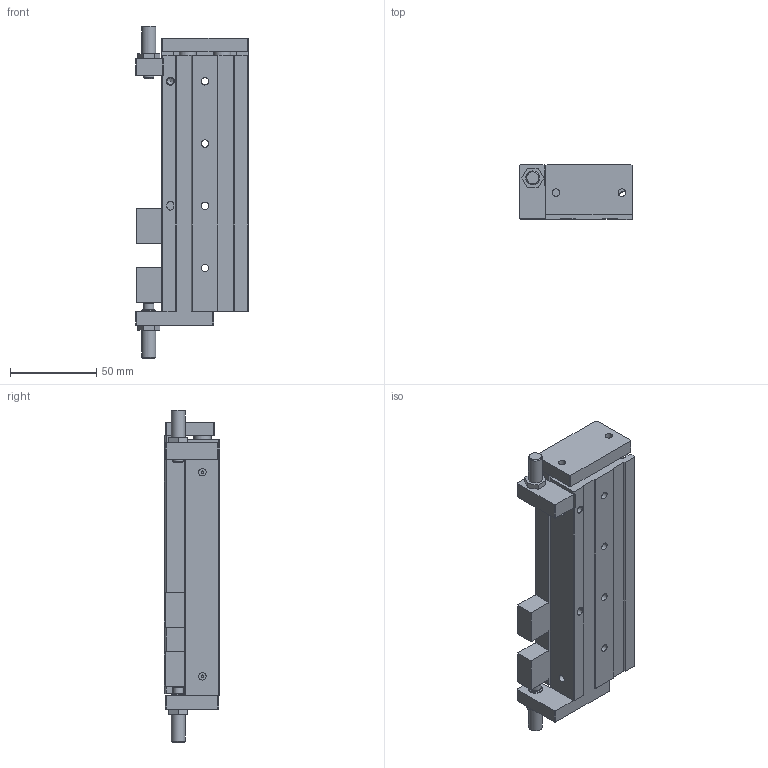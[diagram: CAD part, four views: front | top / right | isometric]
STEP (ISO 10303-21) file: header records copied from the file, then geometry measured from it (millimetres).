
FILE_DESCRIPTION(/* description */ (''),/* implementation_level */ '2;1');
FILE_NAME(/* name */ 'MSR 12-75-L.stp',/* time_stamp */ '2019-10-14T12:07:32+02:00',/* author */ ('Tecnico'),/* organization */ (''),/* preprocessor_version */ 'ST-DEVELOPER v17',/* originating_system */ 'Autodesk Inventor 2019',/* authorisation */ '');
FILE_SCHEMA (('AUTOMOTIVE_DESIGN { 1 0 10303 214 3 1 1 }'));
Length unit declared in the file: millimetre
Products named in the file (3): MSR 12-75; Slitta; Corpo L 19
Assembly tree (2 placements, depth 2):
  MSR 12-75
    Slitta
    Corpo L 19
Bounding box: 65 x 32 x 192 mm (x, y, z)
Volume: 244095.2 mm3; surface area: 72029.3 mm2
Topology: 2 solids, 2 shells, 244 faces, 669 edges, 455 vertices
Faces by surface type: plane 193, cylinder 42, cone 9
Full cylindrical faces by diameter (mm): 1.5 x2, 3.3 x6, 4 x2, 4.3 x8, 6 x2, 8 x4, 8.5 x8, 10 x4
Entity records: 7940 total; most frequent: CARTESIAN_POINT 1406, ORIENTED_EDGE 1334, DIRECTION 1326, EDGE_CURVE 667, LINE 502, VECTOR 502, VERTEX_POINT 455, AXIS2_PLACEMENT_3D 412
